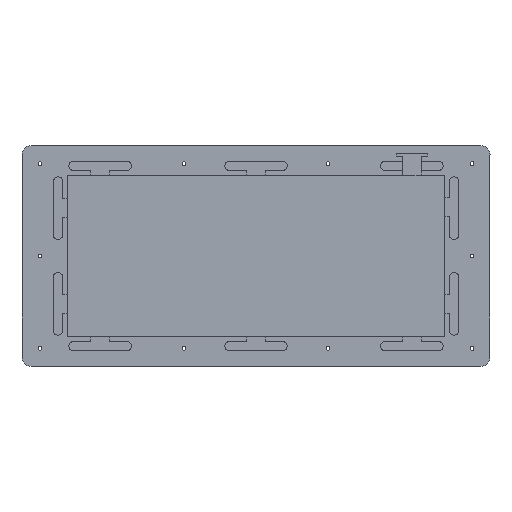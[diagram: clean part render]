
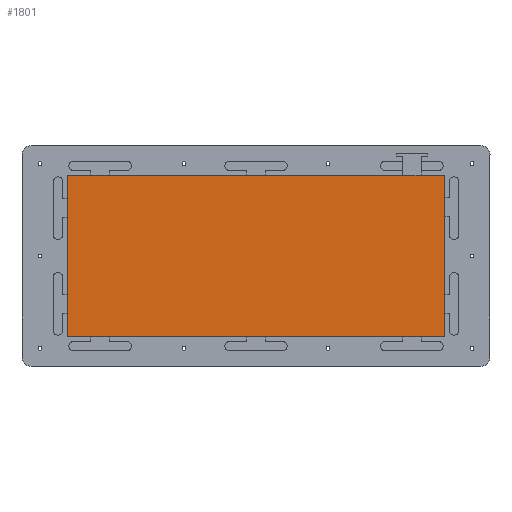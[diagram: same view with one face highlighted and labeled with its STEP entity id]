
A CAD part, top view. The second image highlights one B-rep face of the part: STEP entity #1801.
In plain terms, the highlighted planar face has unit normal (0, 0, 1).
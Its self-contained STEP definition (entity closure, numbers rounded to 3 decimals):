
#32=CARTESIAN_POINT('',(-126.023,59.871,12.577));
#33=VERTEX_POINT('',#32);
#34=CARTESIAN_POINT('',(88.39,59.871,12.577));
#35=VERTEX_POINT('',#34);
#36=CARTESIAN_POINT('',(-126.023,59.871,12.577));
#37=DIRECTION('',(1.,0.,0.));
#38=VECTOR('',#37,214.412);
#39=LINE('',#36,#38);
#40=EDGE_CURVE('',#33,#35,#39,.T.);
#1636=CARTESIAN_POINT('',(115.377,59.871,12.577));
#1637=VERTEX_POINT('',#1636);
#1644=CARTESIAN_POINT('',(115.377,-43.414,12.577));
#1645=VERTEX_POINT('',#1644);
#1646=CARTESIAN_POINT('',(115.377,59.871,12.577));
#1647=DIRECTION('',(0.,-1.,0.));
#1648=VECTOR('',#1647,103.285);
#1649=LINE('',#1646,#1648);
#1650=EDGE_CURVE('',#1637,#1645,#1649,.T.);
#1666=CARTESIAN_POINT('',(100.39,59.871,12.577));
#1667=VERTEX_POINT('',#1666);
#1674=CARTESIAN_POINT('',(100.39,59.871,12.577));
#1675=DIRECTION('',(1.,0.,0.));
#1676=VECTOR('',#1675,14.987);
#1677=LINE('',#1674,#1676);
#1678=EDGE_CURVE('',#1667,#1637,#1677,.T.);
#1761=CARTESIAN_POINT('',(-126.023,-43.414,12.577));
#1762=VERTEX_POINT('',#1761);
#1763=CARTESIAN_POINT('',(115.377,-43.414,12.577));
#1764=DIRECTION('',(-1.,-0.,0.));
#1765=VECTOR('',#1764,241.399);
#1766=LINE('',#1763,#1765);
#1767=EDGE_CURVE('',#1645,#1762,#1766,.T.);
#1778=CARTESIAN_POINT('',(0.,0.,12.577));
#1779=DIRECTION('',(0.,0.,1.));
#1780=DIRECTION('',(1.,0.,0.));
#1781=AXIS2_PLACEMENT_3D('',#1778,#1779,#1780);
#1782=PLANE('',#1781);
#1783=ORIENTED_EDGE('',*,*,#1650,.F.);
#1784=ORIENTED_EDGE('',*,*,#1678,.F.);
#1785=CARTESIAN_POINT('',(88.39,59.871,12.577));
#1786=DIRECTION('',(1.,0.,0.));
#1787=VECTOR('',#1786,12.);
#1788=LINE('',#1785,#1787);
#1789=EDGE_CURVE('',#35,#1667,#1788,.T.);
#1790=ORIENTED_EDGE('',*,*,#1789,.F.);
#1791=ORIENTED_EDGE('',*,*,#40,.F.);
#1792=CARTESIAN_POINT('',(-126.023,-43.414,12.577));
#1793=DIRECTION('',(0.,1.,0.));
#1794=VECTOR('',#1793,103.285);
#1795=LINE('',#1792,#1794);
#1796=EDGE_CURVE('',#1762,#33,#1795,.T.);
#1797=ORIENTED_EDGE('',*,*,#1796,.F.);
#1798=ORIENTED_EDGE('',*,*,#1767,.F.);
#1799=EDGE_LOOP('',(#1783,#1784,#1790,#1791,#1797,#1798));
#1800=FACE_BOUND('',#1799,.T.);
#1801=ADVANCED_FACE('',(#1800),#1782,.T.);
